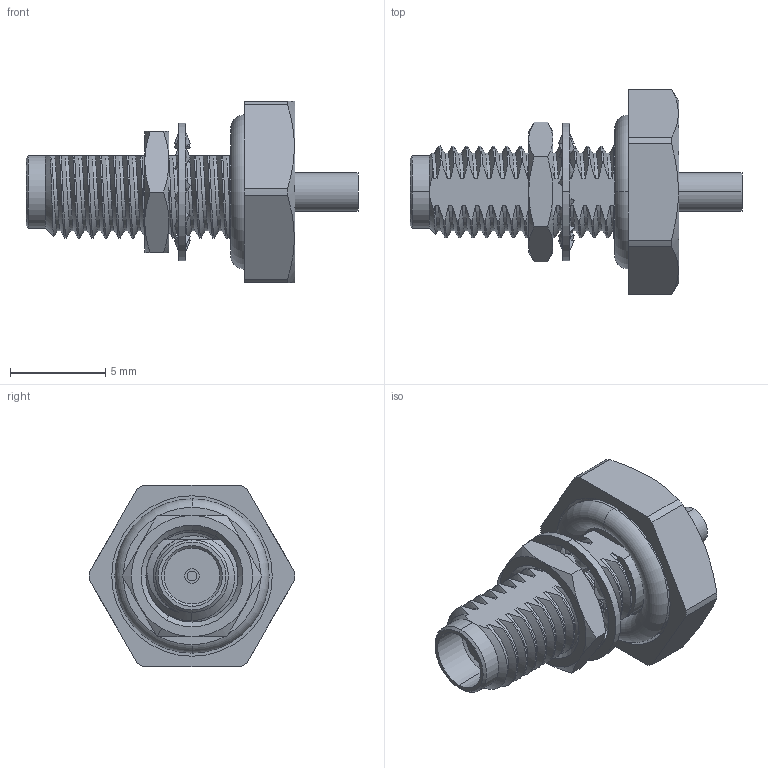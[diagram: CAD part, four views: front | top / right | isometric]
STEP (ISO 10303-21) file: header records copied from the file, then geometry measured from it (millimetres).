
FILE_DESCRIPTION (( 'STEP AP203' ), '1' );
FILE_NAME ('FMCN1867.STEP', '2022-01-19T00:09:04', ( '' ), ( '' ), 'SwSTEP 2.0', 'SolidWorks 2021', '' );
FILE_SCHEMA (( 'CONFIG_CONTROL_DESIGN' ));
Length unit declared in the file: inch
Products named in the file (1): FMCN1867
Bounding box: 17.4 x 10.79 x 9.53 mm (x, y, z)
Volume: 374.5 mm3; surface area: 814.5 mm2
Topology: 4 solids, 5 shells, 239 faces, 671 edges, 448 vertices
Faces by surface type: bspline 94, cylinder 71, plane 42, cone 28, torus 4
Entity records: 26696 total; most frequent: CARTESIAN_POINT 21483, ORIENTED_EDGE 1342, DIRECTION 733, EDGE_CURVE 671, VERTEX_POINT 448, AXIS2_PLACEMENT_3D 291, B_SPLINE_CURVE_WITH_KNOTS 257, EDGE_LOOP 251
